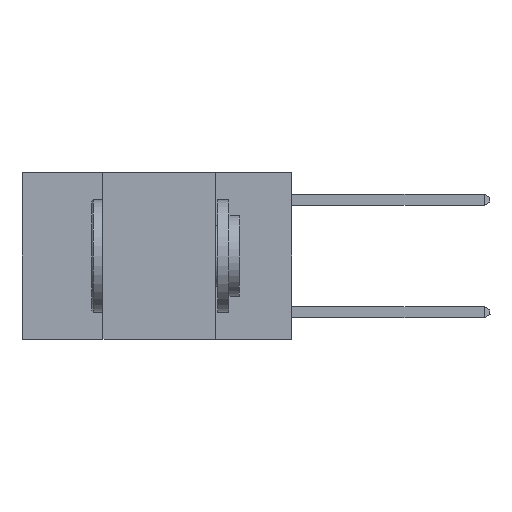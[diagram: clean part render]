
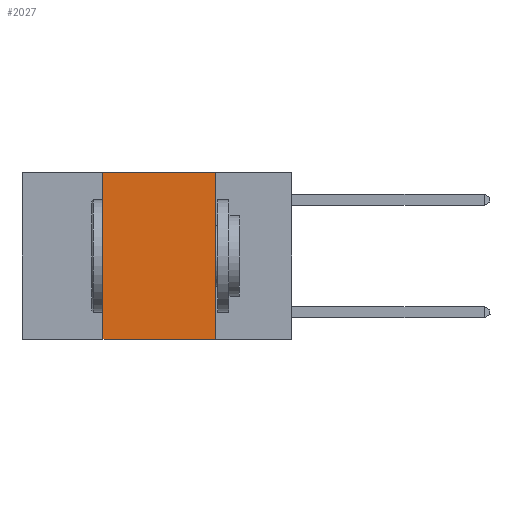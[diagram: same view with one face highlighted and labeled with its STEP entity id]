
A CAD part, left-side view. The second image highlights one B-rep face of the part: STEP entity #2027.
In plain terms, the highlighted planar face has unit normal (-1, 0, 0).
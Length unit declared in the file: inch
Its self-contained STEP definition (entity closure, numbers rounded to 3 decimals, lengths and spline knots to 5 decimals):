
#145 = DIRECTION ( 'NONE',  ( 0., 0., -1. ) ) ;
#867 = EDGE_CURVE ( 'NONE', #6251, #6841, #8467, .T. ) ;
#1185 = CARTESIAN_POINT ( 'NONE',  ( 0., 0.42, 0. ) ) ;
#1552 = CARTESIAN_POINT ( 'NONE',  ( 0., 0.42, 0. ) ) ;
#1997 = DIRECTION ( 'NONE',  ( 1., 0., 0. ) ) ;
#2027 = ADVANCED_FACE ( 'NONE', ( #7430 ), #7311, .F. ) ;
#2207 = DIRECTION ( 'NONE',  ( 0., 0., -1. ) ) ;
#2211 = ORIENTED_EDGE ( 'NONE', *, *, #8363, .F. ) ;
#2496 = CARTESIAN_POINT ( 'NONE',  ( 0., 0.17, -0.37 ) ) ;
#3279 = CARTESIAN_POINT ( 'NONE',  ( 0., 0.17, 0. ) ) ;
#3350 = EDGE_CURVE ( 'NONE', #10726, #6251, #6707, .T. ) ;
#3616 = CARTESIAN_POINT ( 'NONE',  ( 0., 0.42, -0.37 ) ) ;
#3771 = CARTESIAN_POINT ( 'NONE',  ( 0., 0.6, 0. ) ) ;
#3821 = EDGE_CURVE ( 'NONE', #10726, #9380, #5068, .T. ) ;
#4019 = VECTOR ( 'NONE', #8412, 39.37008 ) ;
#4252 = ORIENTED_EDGE ( 'NONE', *, *, #3821, .T. ) ;
#4619 = ORIENTED_EDGE ( 'NONE', *, *, #3350, .F. ) ;
#4996 = ORIENTED_EDGE ( 'NONE', *, *, #867, .F. ) ;
#5068 = LINE ( 'NONE', #9319, #8538 ) ;
#5073 = VECTOR ( 'NONE', #2207, 39.37008 ) ;
#5278 = AXIS2_PLACEMENT_3D ( 'NONE', #3771, #1997, #145 ) ;
#6025 = VECTOR ( 'NONE', #6812, 39.37008 ) ;
#6251 = VERTEX_POINT ( 'NONE', #1185 ) ;
#6701 = CARTESIAN_POINT ( 'NONE',  ( 0., 0.17, 0. ) ) ;
#6707 = LINE ( 'NONE', #1552, #6025 ) ;
#6812 = DIRECTION ( 'NONE',  ( 0., 0., 1. ) ) ;
#6841 = VERTEX_POINT ( 'NONE', #3279 ) ;
#6861 = DIRECTION ( 'NONE',  ( 0., -1., 0. ) ) ;
#7311 = PLANE ( 'NONE',  #5278 ) ;
#7430 = FACE_OUTER_BOUND ( 'NONE', #7685, .T. ) ;
#7685 = EDGE_LOOP ( 'NONE', ( #2211, #4996, #4619, #4252 ) ) ;
#8363 = EDGE_CURVE ( 'NONE', #6841, #9380, #11104, .T. ) ;
#8412 = DIRECTION ( 'NONE',  ( 0., -1., 0. ) ) ;
#8467 = LINE ( 'NONE', #11180, #4019 ) ;
#8538 = VECTOR ( 'NONE', #6861, 39.37008 ) ;
#9319 = CARTESIAN_POINT ( 'NONE',  ( 0., 0.6, -0.37 ) ) ;
#9380 = VERTEX_POINT ( 'NONE', #2496 ) ;
#10726 = VERTEX_POINT ( 'NONE', #3616 ) ;
#11104 = LINE ( 'NONE', #6701, #5073 ) ;
#11180 = CARTESIAN_POINT ( 'NONE',  ( 0., 0.6, 0. ) ) ;
